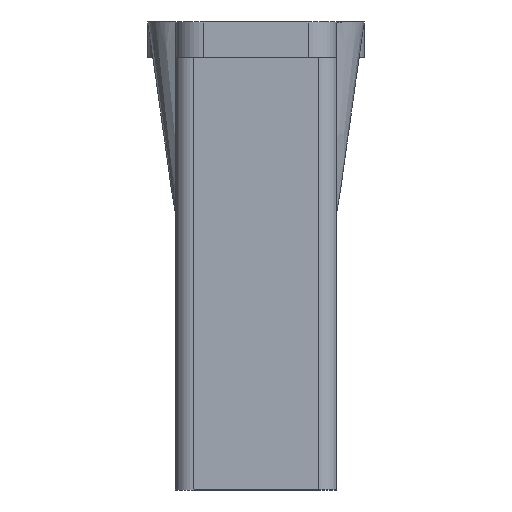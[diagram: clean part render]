
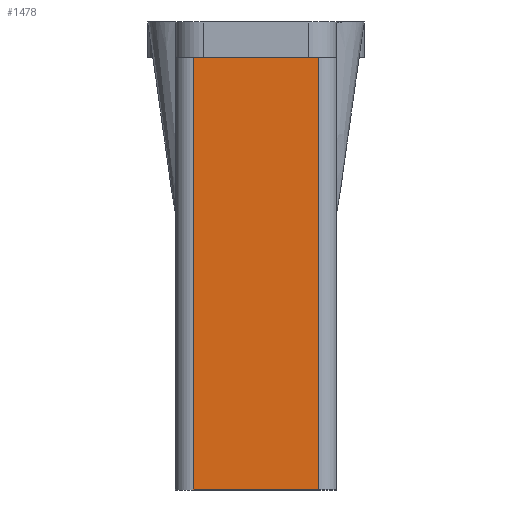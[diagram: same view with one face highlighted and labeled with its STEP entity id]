
A CAD part, front view. The second image highlights one B-rep face of the part: STEP entity #1478.
In plain terms, the highlighted planar face has unit normal (0, -1, 0).
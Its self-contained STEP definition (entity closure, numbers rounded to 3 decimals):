
#1470=AXIS2_PLACEMENT_3D('Plane Axis2P3D',#1467,#1468,#1469) ;
#1248=CARTESIAN_POINT('Vertex',(4.825,1.45,12.2)) ;
#1251=CARTESIAN_POINT('Line Origine',(4.825,1.45,6.1)) ;
#1255=CARTESIAN_POINT('Vertex',(4.825,1.45,0.)) ;
#1294=CARTESIAN_POINT('Line Origine',(3.05,1.45,0.)) ;
#1298=CARTESIAN_POINT('Vertex',(1.275,1.45,0.)) ;
#1414=CARTESIAN_POINT('Vertex',(1.275,1.45,12.2)) ;
#1417=CARTESIAN_POINT('Line Origine',(3.05,1.45,12.2)) ;
#1455=CARTESIAN_POINT('Line Origine',(1.275,1.45,6.1)) ;
#1467=CARTESIAN_POINT('Axis2P3D Location',(5.325,1.45,0.)) ;
#1252=DIRECTION('Vector Direction',(0.,0.,1.)) ;
#1295=DIRECTION('Vector Direction',(-1.,0.,0.)) ;
#1418=DIRECTION('Vector Direction',(-1.,0.,0.)) ;
#1456=DIRECTION('Vector Direction',(0.,0.,1.)) ;
#1468=DIRECTION('Axis2P3D Direction',(0.,1.,-0.)) ;
#1469=DIRECTION('Axis2P3D XDirection',(-1.,0.,0.)) ;
#1253=VECTOR('Line Direction',#1252,1.) ;
#1296=VECTOR('Line Direction',#1295,1.) ;
#1419=VECTOR('Line Direction',#1418,1.) ;
#1457=VECTOR('Line Direction',#1456,1.) ;
#1473=ORIENTED_EDGE('',*,*,#1459,.F.) ;
#1474=ORIENTED_EDGE('',*,*,#1300,.T.) ;
#1475=ORIENTED_EDGE('',*,*,#1257,.T.) ;
#1476=ORIENTED_EDGE('',*,*,#1421,.F.) ;
#1478=ADVANCED_FACE('K\X2\00F6\X0\rper.3',(#1477),#1471,.F.) ;
#1257=EDGE_CURVE('',#1256,#1249,#1254,.T.) ;
#1300=EDGE_CURVE('',#1299,#1256,#1297,.F.) ;
#1421=EDGE_CURVE('',#1415,#1249,#1420,.F.) ;
#1459=EDGE_CURVE('',#1299,#1415,#1458,.T.) ;
#1472=EDGE_LOOP('',(#1473,#1474,#1475,#1476)) ;
#1477=FACE_OUTER_BOUND('',#1472,.T.) ;
#1254=LINE('Line',#1251,#1253) ;
#1297=LINE('Line',#1294,#1296) ;
#1420=LINE('Line',#1417,#1419) ;
#1458=LINE('Line',#1455,#1457) ;
#1471=PLANE('',#1470) ;
#1249=VERTEX_POINT('',#1248) ;
#1256=VERTEX_POINT('',#1255) ;
#1299=VERTEX_POINT('',#1298) ;
#1415=VERTEX_POINT('',#1414) ;
